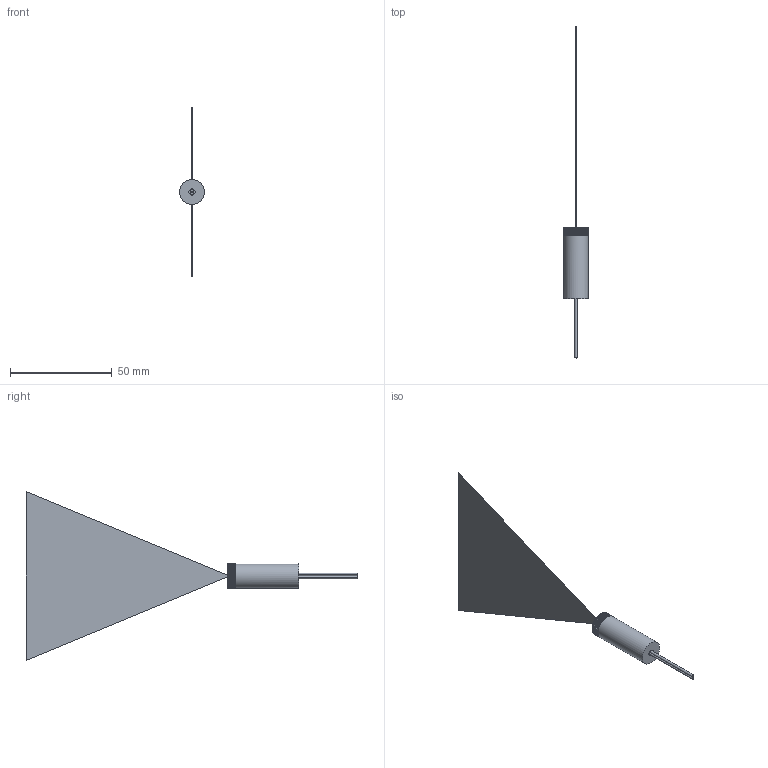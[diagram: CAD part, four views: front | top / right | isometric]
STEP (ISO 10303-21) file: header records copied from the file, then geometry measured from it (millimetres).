
FILE_DESCRIPTION(/* description */ (''),/* implementation_level */ '2;1');
FILE_NAME(/* name */ 'Laser Point Red.step',/* time_stamp */ '2025-04-13T09:44:35+02:00',/* author */ ('MVM1'),/* organization */ (''),/* preprocessor_version */ 'ST-DEVELOPER v19',/* originating_system */ 'Autodesk Inventor 2023',/* authorisation */ '');
FILE_SCHEMA (('CONFIG_CONTROL_DESIGN'));
Length unit declared in the file: millimetre
Products named in the file (1): Laser Point Red
Bounding box: 12 x 163 x 82.84 mm (x, y, z)
Volume: 4027.9 mm3; surface area: 10132.8 mm2
Topology: 2 solids, 2 shells, 318 faces, 930 edges, 618 vertices
Faces by surface type: plane 311, cylinder 7
Full cylindrical faces by diameter (mm): 3 x1, 7 x1, 12 x1
Entity records: 10600 total; most frequent: CARTESIAN_POINT 1870, ORIENTED_EDGE 1862, DIRECTION 1783, EDGE_CURVE 931, LINE 717, VECTOR 717, VERTEX_POINT 620, AXIS2_PLACEMENT_3D 533
